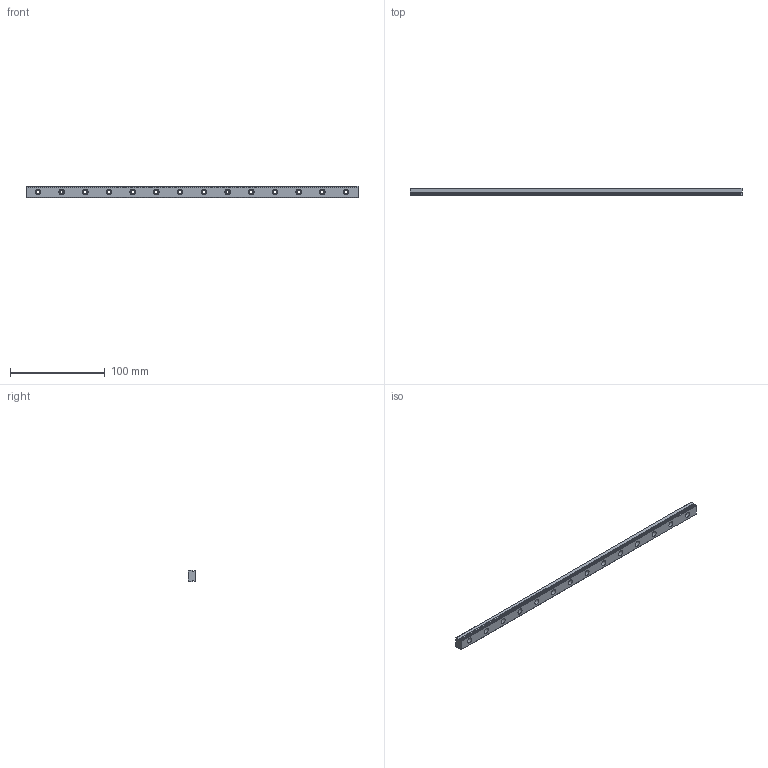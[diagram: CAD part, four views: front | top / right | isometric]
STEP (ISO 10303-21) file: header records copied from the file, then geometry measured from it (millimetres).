
FILE_DESCRIPTION(/* description */ ('','CAx-IF Rec.Pracs.---Representation and Presentation of Product Manufacturing Information (PMI)---4.0---2014-10-13'),/* implementation_level */ '2;1');
FILE_NAME(/* name */ 'OSSM - Actuator_Linear Rail Assembly_Hardware - Linear Rail Assembly_MGN12H 350MM_step.stp',/* time_stamp */ '2025-02-03T22:38:18-05:00',/* author */ (''),/* organization */ (''),/* preprocessor_version */ 'ST-DEVELOPER v20',/* originating_system */ 'Autodesk Translation Framework v13.20.0.188',/* authorisation */ '');
FILE_SCHEMA (('AP242_MANAGED_MODEL_BASED_3D_ENGINEERING_MIM_LF { 1 0 10303 442 1 1 4 }'));
Length unit declared in the file: millimetre
Products named in the file (1): MGN12H 350MM
Bounding box: 350 x 8 x 12 mm (x, y, z)
Volume: 29609.7 mm3; surface area: 16518.4 mm2
Topology: 1 solids, 1 shells, 79 faces, 231 edges, 154 vertices
Faces by surface type: cylinder 45, plane 34
Full cylindrical faces by diameter (mm): 3.5 x14, 6 x14
Entity records: 2871 total; most frequent: CARTESIAN_POINT 606, DIRECTION 481, ORIENTED_EDGE 462, EDGE_CURVE 231, AXIS2_PLACEMENT_3D 184, VERTEX_POINT 154, LINE 113, VECTOR 113
